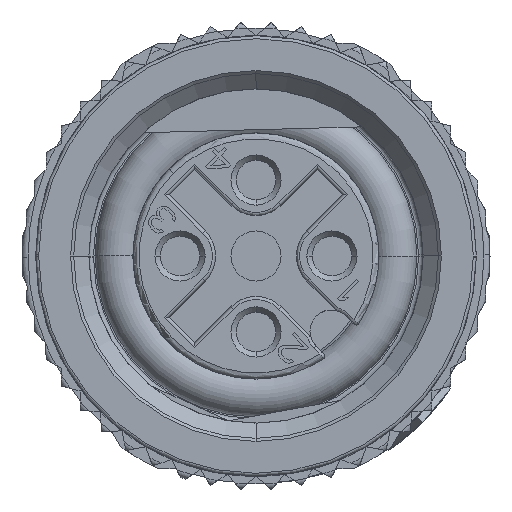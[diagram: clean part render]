
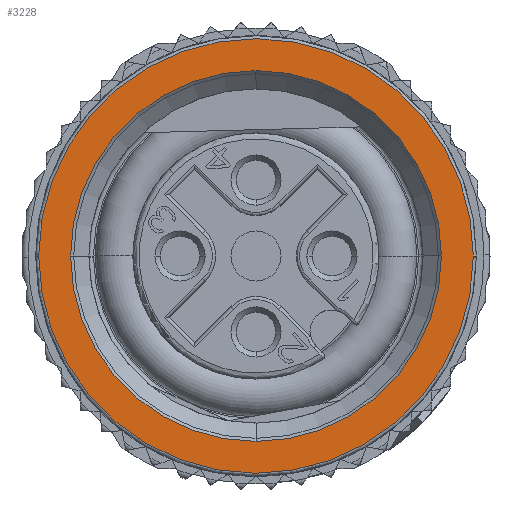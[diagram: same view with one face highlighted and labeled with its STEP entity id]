
A CAD part, front view. The second image highlights one B-rep face of the part: STEP entity #3228.
In plain terms, the highlighted planar face has unit normal (0, -1, 0).
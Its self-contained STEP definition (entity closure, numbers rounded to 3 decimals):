
#3228=ADVANCED_FACE('',(#6566,#6567),#6568,.T.);
#6566=FACE_OUTER_BOUND('',#16425,.T.);
#6567=FACE_BOUND('',#16426,.T.);
#6568=PLANE('',#16427);
#16425=EDGE_LOOP('',(#31318,#31319,#31320,#31321));
#16426=EDGE_LOOP('',(#31322,#31323,#31324,#31325));
#16427=AXIS2_PLACEMENT_3D('',#31326,#31327,#31328);
#31318=ORIENTED_EDGE('',*,*,#35925,.F.);
#31319=ORIENTED_EDGE('',*,*,#34324,.F.);
#31320=ORIENTED_EDGE('',*,*,#35923,.F.);
#31321=ORIENTED_EDGE('',*,*,#34329,.F.);
#31322=ORIENTED_EDGE('',*,*,#35933,.F.);
#31323=ORIENTED_EDGE('',*,*,#34307,.F.);
#31324=ORIENTED_EDGE('',*,*,#34314,.F.);
#31325=ORIENTED_EDGE('',*,*,#35934,.F.);
#31326=CARTESIAN_POINT('',(0.0,-12.4,0.0));
#31327=DIRECTION('',(0.0,-1.0,0.0));
#31328=DIRECTION('',(1.0,0.0,0.0));
#34307=EDGE_CURVE('',#39075,#39073,#39077,.T.);
#34314=EDGE_CURVE('',#39085,#39075,#39087,.T.);
#34324=EDGE_CURVE('',#39103,#39099,#39105,.T.);
#34329=EDGE_CURVE('',#39112,#39108,#39114,.T.);
#35923=EDGE_CURVE('',#39108,#39103,#41404,.T.);
#35925=EDGE_CURVE('',#39099,#39112,#41406,.T.);
#35933=EDGE_CURVE('',#39073,#41415,#41416,.T.);
#35934=EDGE_CURVE('',#41415,#39085,#41417,.T.);
#39073=VERTEX_POINT('',#46603);
#39075=VERTEX_POINT('',#46606);
#39077=CIRCLE('',#46609,6.1);
#39085=VERTEX_POINT('',#46618);
#39087=CIRCLE('',#46621,6.1);
#39099=VERTEX_POINT('',#46633);
#39103=VERTEX_POINT('',#46637);
#39105=CIRCLE('',#46639,7.15);
#39108=VERTEX_POINT('',#46642);
#39112=VERTEX_POINT('',#46646);
#39114=CIRCLE('',#46648,7.15);
#41404=CIRCLE('',#51847,7.15);
#41406=CIRCLE('',#51849,7.15);
#41415=VERTEX_POINT('',#51860);
#41416=CIRCLE('',#51861,6.1);
#41417=CIRCLE('',#51862,6.1);
#46603=CARTESIAN_POINT('',(0.0,-12.4,6.1));
#46606=CARTESIAN_POINT('',(6.1,-12.4,0.0));
#46609=AXIS2_PLACEMENT_3D('',#57943,#57944,#57945);
#46618=CARTESIAN_POINT('',(0.0,-12.4,-6.1));
#46621=AXIS2_PLACEMENT_3D('',#57954,#57955,#57956);
#46633=CARTESIAN_POINT('',(-7.15,-12.4,0.052));
#46637=CARTESIAN_POINT('',(-7.15,-12.4,0.0));
#46639=AXIS2_PLACEMENT_3D('',#57978,#57979,#57980);
#46642=CARTESIAN_POINT('',(7.15,-12.4,-0.052));
#46646=CARTESIAN_POINT('',(7.15,-12.4,0.0));
#46648=AXIS2_PLACEMENT_3D('',#57990,#57991,#57992);
#51847=AXIS2_PLACEMENT_3D('',#59891,#59892,#59893);
#51849=AXIS2_PLACEMENT_3D('',#59894,#59895,#59896);
#51860=CARTESIAN_POINT('',(-6.1,-12.4,0.0));
#51861=AXIS2_PLACEMENT_3D('',#59905,#59906,#59907);
#51862=AXIS2_PLACEMENT_3D('',#59908,#59909,#59910);
#57943=CARTESIAN_POINT('',(0.0,-12.4,0.0));
#57944=DIRECTION('',(0.0,-1.0,0.0));
#57945=DIRECTION('',(1.0,0.0,0.0));
#57954=CARTESIAN_POINT('',(0.0,-12.4,0.0));
#57955=DIRECTION('',(0.0,-1.0,0.0));
#57956=DIRECTION('',(0.0,0.0,-1.0));
#57978=CARTESIAN_POINT('',(0.0,-12.4,0.0));
#57979=DIRECTION('',(0.0,1.0,0.0));
#57980=DIRECTION('',(-1.0,0.0,0.0));
#57990=CARTESIAN_POINT('',(0.0,-12.4,0.0));
#57991=DIRECTION('',(-0.0,1.0,0.0));
#57992=DIRECTION('',(1.0,0.0,0.0));
#59891=CARTESIAN_POINT('',(0.0,-12.4,0.0));
#59892=DIRECTION('',(0.0,1.0,0.0));
#59893=DIRECTION('',(1.,0.0,-0.007));
#59894=CARTESIAN_POINT('',(0.0,-12.4,0.0));
#59895=DIRECTION('',(0.0,1.0,0.0));
#59896=DIRECTION('',(-1.,0.0,0.007));
#59905=CARTESIAN_POINT('',(0.0,-12.4,0.0));
#59906=DIRECTION('',(0.0,-1.0,0.0));
#59907=DIRECTION('',(0.0,0.0,1.0));
#59908=CARTESIAN_POINT('',(0.0,-12.4,0.0));
#59909=DIRECTION('',(0.0,-1.0,0.0));
#59910=DIRECTION('',(-1.0,0.0,0.0));
